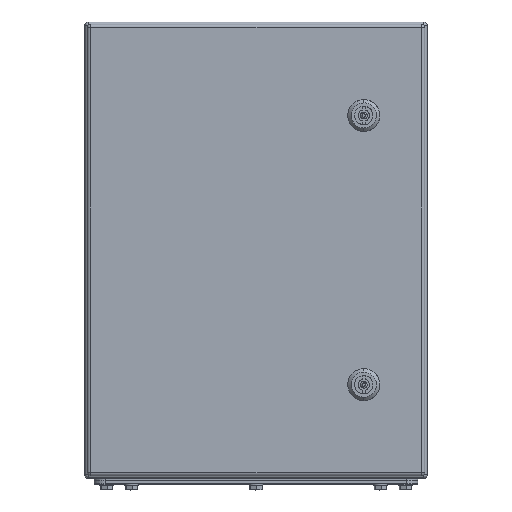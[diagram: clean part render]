
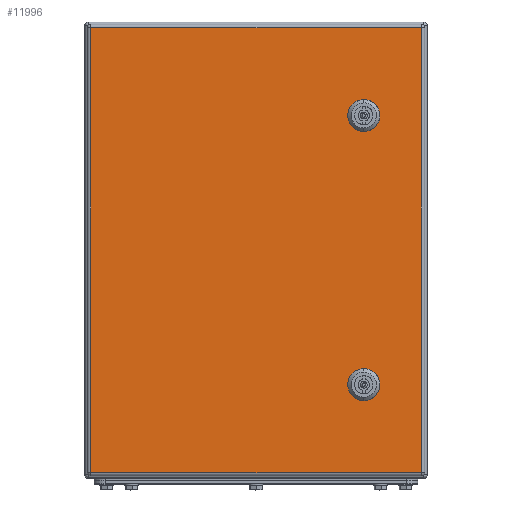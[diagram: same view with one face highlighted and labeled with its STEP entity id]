
A CAD part, top view. The second image highlights one B-rep face of the part: STEP entity #11996.
In plain terms, the highlighted planar face has unit normal (0, 0, 1).
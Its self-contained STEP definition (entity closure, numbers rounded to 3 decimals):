
#11837=AXIS2_PLACEMENT_3D('Plane Axis2P3D',#11834,#11835,#11836) ;
#11866=AXIS2_PLACEMENT_3D('Circle Axis2P3D',#11864,#11865,$) ;
#11882=AXIS2_PLACEMENT_3D('Circle Axis2P3D',#11880,#11881,$) ;
#11896=AXIS2_PLACEMENT_3D('Circle Axis2P3D',#11894,#11895,$) ;
#11910=AXIS2_PLACEMENT_3D('Circle Axis2P3D',#11908,#11909,$) ;
#11932=AXIS2_PLACEMENT_3D('Circle Axis2P3D',#11930,#11931,$) ;
#11948=AXIS2_PLACEMENT_3D('Circle Axis2P3D',#11946,#11947,$) ;
#11962=AXIS2_PLACEMENT_3D('Circle Axis2P3D',#11960,#11961,$) ;
#11976=AXIS2_PLACEMENT_3D('Circle Axis2P3D',#11974,#11975,$) ;
#11587=CARTESIAN_POINT('Vertex',(5.,15.,200.)) ;
#11590=CARTESIAN_POINT('Line Origine',(5.,210.,200.)) ;
#11594=CARTESIAN_POINT('Vertex',(5.,405.,200.)) ;
#11834=CARTESIAN_POINT('Axis2P3D Location',(150.,210.,200.)) ;
#11839=CARTESIAN_POINT('Line Origine',(295.,210.,200.)) ;
#11843=CARTESIAN_POINT('Vertex',(295.,15.,200.)) ;
#11845=CARTESIAN_POINT('Vertex',(295.,405.,200.)) ;
#11848=CARTESIAN_POINT('Line Origine',(150.,405.,200.)) ;
#11853=CARTESIAN_POINT('Line Origine',(150.,15.,200.)) ;
#11864=CARTESIAN_POINT('Axis2P3D Location',(244.5,330.,200.)) ;
#11868=CARTESIAN_POINT('Vertex',(239.863,340.25,200.)) ;
#11870=CARTESIAN_POINT('Vertex',(234.25,334.637,200.)) ;
#11873=CARTESIAN_POINT('Line Origine',(244.5,340.25,200.)) ;
#11877=CARTESIAN_POINT('Vertex',(249.137,340.25,200.)) ;
#11880=CARTESIAN_POINT('Axis2P3D Location',(244.5,330.,200.)) ;
#11884=CARTESIAN_POINT('Vertex',(254.75,334.637,200.)) ;
#11887=CARTESIAN_POINT('Line Origine',(254.75,330.,200.)) ;
#11891=CARTESIAN_POINT('Vertex',(254.75,325.363,200.)) ;
#11894=CARTESIAN_POINT('Axis2P3D Location',(244.5,330.,200.)) ;
#11898=CARTESIAN_POINT('Vertex',(249.137,319.75,200.)) ;
#11901=CARTESIAN_POINT('Line Origine',(244.5,319.75,200.)) ;
#11905=CARTESIAN_POINT('Vertex',(239.863,319.75,200.)) ;
#11908=CARTESIAN_POINT('Axis2P3D Location',(244.5,330.,200.)) ;
#11912=CARTESIAN_POINT('Vertex',(234.25,325.363,200.)) ;
#11915=CARTESIAN_POINT('Line Origine',(234.25,330.,200.)) ;
#11930=CARTESIAN_POINT('Axis2P3D Location',(244.5,90.,200.)) ;
#11934=CARTESIAN_POINT('Vertex',(239.863,100.25,200.)) ;
#11936=CARTESIAN_POINT('Vertex',(234.25,94.637,200.)) ;
#11939=CARTESIAN_POINT('Line Origine',(244.5,100.25,200.)) ;
#11943=CARTESIAN_POINT('Vertex',(249.137,100.25,200.)) ;
#11946=CARTESIAN_POINT('Axis2P3D Location',(244.5,90.,200.)) ;
#11950=CARTESIAN_POINT('Vertex',(254.75,94.637,200.)) ;
#11953=CARTESIAN_POINT('Line Origine',(254.75,90.,200.)) ;
#11957=CARTESIAN_POINT('Vertex',(254.75,85.363,200.)) ;
#11960=CARTESIAN_POINT('Axis2P3D Location',(244.5,90.,200.)) ;
#11964=CARTESIAN_POINT('Vertex',(249.137,79.75,200.)) ;
#11967=CARTESIAN_POINT('Line Origine',(244.5,79.75,200.)) ;
#11971=CARTESIAN_POINT('Vertex',(239.863,79.75,200.)) ;
#11974=CARTESIAN_POINT('Axis2P3D Location',(244.5,90.,200.)) ;
#11978=CARTESIAN_POINT('Vertex',(234.25,85.363,200.)) ;
#11981=CARTESIAN_POINT('Line Origine',(234.25,90.,200.)) ;
#11591=DIRECTION('Vector Direction',(0.,1.,0.)) ;
#11835=DIRECTION('Axis2P3D Direction',(0.,0.,1.)) ;
#11836=DIRECTION('Axis2P3D XDirection',(1.,0.,0.)) ;
#11840=DIRECTION('Vector Direction',(0.,1.,0.)) ;
#11849=DIRECTION('Vector Direction',(-1.,0.,0.)) ;
#11854=DIRECTION('Vector Direction',(1.,0.,0.)) ;
#11865=DIRECTION('Axis2P3D Direction',(0.,0.,1.)) ;
#11874=DIRECTION('Vector Direction',(-1.,0.,0.)) ;
#11881=DIRECTION('Axis2P3D Direction',(0.,0.,1.)) ;
#11888=DIRECTION('Vector Direction',(0.,1.,0.)) ;
#11895=DIRECTION('Axis2P3D Direction',(0.,0.,1.)) ;
#11902=DIRECTION('Vector Direction',(1.,0.,0.)) ;
#11909=DIRECTION('Axis2P3D Direction',(0.,0.,1.)) ;
#11916=DIRECTION('Vector Direction',(0.,-1.,0.)) ;
#11931=DIRECTION('Axis2P3D Direction',(0.,0.,1.)) ;
#11940=DIRECTION('Vector Direction',(-1.,0.,0.)) ;
#11947=DIRECTION('Axis2P3D Direction',(0.,0.,1.)) ;
#11954=DIRECTION('Vector Direction',(0.,1.,0.)) ;
#11961=DIRECTION('Axis2P3D Direction',(0.,0.,1.)) ;
#11968=DIRECTION('Vector Direction',(1.,0.,0.)) ;
#11975=DIRECTION('Axis2P3D Direction',(0.,0.,1.)) ;
#11982=DIRECTION('Vector Direction',(0.,-1.,0.)) ;
#11592=VECTOR('Line Direction',#11591,1.) ;
#11841=VECTOR('Line Direction',#11840,1.) ;
#11850=VECTOR('Line Direction',#11849,1.) ;
#11855=VECTOR('Line Direction',#11854,1.) ;
#11875=VECTOR('Line Direction',#11874,1.) ;
#11889=VECTOR('Line Direction',#11888,1.) ;
#11903=VECTOR('Line Direction',#11902,1.) ;
#11917=VECTOR('Line Direction',#11916,1.) ;
#11941=VECTOR('Line Direction',#11940,1.) ;
#11955=VECTOR('Line Direction',#11954,1.) ;
#11969=VECTOR('Line Direction',#11968,1.) ;
#11983=VECTOR('Line Direction',#11982,1.) ;
#11859=ORIENTED_EDGE('',*,*,#11847,.T.) ;
#11860=ORIENTED_EDGE('',*,*,#11852,.T.) ;
#11861=ORIENTED_EDGE('',*,*,#11596,.T.) ;
#11862=ORIENTED_EDGE('',*,*,#11857,.T.) ;
#11921=ORIENTED_EDGE('',*,*,#11872,.F.) ;
#11922=ORIENTED_EDGE('',*,*,#11879,.F.) ;
#11923=ORIENTED_EDGE('',*,*,#11886,.F.) ;
#11924=ORIENTED_EDGE('',*,*,#11893,.F.) ;
#11925=ORIENTED_EDGE('',*,*,#11900,.F.) ;
#11926=ORIENTED_EDGE('',*,*,#11907,.F.) ;
#11927=ORIENTED_EDGE('',*,*,#11914,.F.) ;
#11928=ORIENTED_EDGE('',*,*,#11919,.F.) ;
#11987=ORIENTED_EDGE('',*,*,#11938,.F.) ;
#11988=ORIENTED_EDGE('',*,*,#11945,.F.) ;
#11989=ORIENTED_EDGE('',*,*,#11952,.F.) ;
#11990=ORIENTED_EDGE('',*,*,#11959,.F.) ;
#11991=ORIENTED_EDGE('',*,*,#11966,.F.) ;
#11992=ORIENTED_EDGE('',*,*,#11973,.F.) ;
#11993=ORIENTED_EDGE('',*,*,#11980,.F.) ;
#11994=ORIENTED_EDGE('',*,*,#11985,.F.) ;
#11929=FACE_BOUND('',#11920,.T.) ;
#11995=FACE_BOUND('',#11986,.T.) ;
#11996=ADVANCED_FACE('76198_ZUB_DE_QL_KEBI_400x300-1/76198_DE_QL_KEBI_400x300-1-solid1',(#11863,#11929,#11995),#11838,.T.) ;
#11867=CIRCLE('generated circle',#11866,11.25) ;
#11883=CIRCLE('generated circle',#11882,11.25) ;
#11897=CIRCLE('generated circle',#11896,11.25) ;
#11911=CIRCLE('generated circle',#11910,11.25) ;
#11933=CIRCLE('generated circle',#11932,11.25) ;
#11949=CIRCLE('generated circle',#11948,11.25) ;
#11963=CIRCLE('generated circle',#11962,11.25) ;
#11977=CIRCLE('generated circle',#11976,11.25) ;
#11596=EDGE_CURVE('',#11595,#11588,#11593,.F.) ;
#11847=EDGE_CURVE('',#11844,#11846,#11842,.T.) ;
#11852=EDGE_CURVE('',#11846,#11595,#11851,.T.) ;
#11857=EDGE_CURVE('',#11588,#11844,#11856,.T.) ;
#11872=EDGE_CURVE('',#11869,#11871,#11867,.T.) ;
#11879=EDGE_CURVE('',#11878,#11869,#11876,.T.) ;
#11886=EDGE_CURVE('',#11885,#11878,#11883,.T.) ;
#11893=EDGE_CURVE('',#11892,#11885,#11890,.T.) ;
#11900=EDGE_CURVE('',#11899,#11892,#11897,.T.) ;
#11907=EDGE_CURVE('',#11906,#11899,#11904,.T.) ;
#11914=EDGE_CURVE('',#11913,#11906,#11911,.T.) ;
#11919=EDGE_CURVE('',#11871,#11913,#11918,.T.) ;
#11938=EDGE_CURVE('',#11935,#11937,#11933,.T.) ;
#11945=EDGE_CURVE('',#11944,#11935,#11942,.T.) ;
#11952=EDGE_CURVE('',#11951,#11944,#11949,.T.) ;
#11959=EDGE_CURVE('',#11958,#11951,#11956,.T.) ;
#11966=EDGE_CURVE('',#11965,#11958,#11963,.T.) ;
#11973=EDGE_CURVE('',#11972,#11965,#11970,.T.) ;
#11980=EDGE_CURVE('',#11979,#11972,#11977,.T.) ;
#11985=EDGE_CURVE('',#11937,#11979,#11984,.T.) ;
#11858=EDGE_LOOP('',(#11859,#11860,#11861,#11862)) ;
#11920=EDGE_LOOP('',(#11921,#11922,#11923,#11924,#11925,#11926,#11927,#11928)) ;
#11986=EDGE_LOOP('',(#11987,#11988,#11989,#11990,#11991,#11992,#11993,#11994)) ;
#11863=FACE_OUTER_BOUND('',#11858,.T.) ;
#11593=LINE('Line',#11590,#11592) ;
#11842=LINE('Line',#11839,#11841) ;
#11851=LINE('Line',#11848,#11850) ;
#11856=LINE('Line',#11853,#11855) ;
#11876=LINE('Line',#11873,#11875) ;
#11890=LINE('Line',#11887,#11889) ;
#11904=LINE('Line',#11901,#11903) ;
#11918=LINE('Line',#11915,#11917) ;
#11942=LINE('Line',#11939,#11941) ;
#11956=LINE('Line',#11953,#11955) ;
#11970=LINE('Line',#11967,#11969) ;
#11984=LINE('Line',#11981,#11983) ;
#11838=PLANE('',#11837) ;
#11588=VERTEX_POINT('',#11587) ;
#11595=VERTEX_POINT('',#11594) ;
#11844=VERTEX_POINT('',#11843) ;
#11846=VERTEX_POINT('',#11845) ;
#11869=VERTEX_POINT('',#11868) ;
#11871=VERTEX_POINT('',#11870) ;
#11878=VERTEX_POINT('',#11877) ;
#11885=VERTEX_POINT('',#11884) ;
#11892=VERTEX_POINT('',#11891) ;
#11899=VERTEX_POINT('',#11898) ;
#11906=VERTEX_POINT('',#11905) ;
#11913=VERTEX_POINT('',#11912) ;
#11935=VERTEX_POINT('',#11934) ;
#11937=VERTEX_POINT('',#11936) ;
#11944=VERTEX_POINT('',#11943) ;
#11951=VERTEX_POINT('',#11950) ;
#11958=VERTEX_POINT('',#11957) ;
#11965=VERTEX_POINT('',#11964) ;
#11972=VERTEX_POINT('',#11971) ;
#11979=VERTEX_POINT('',#11978) ;
